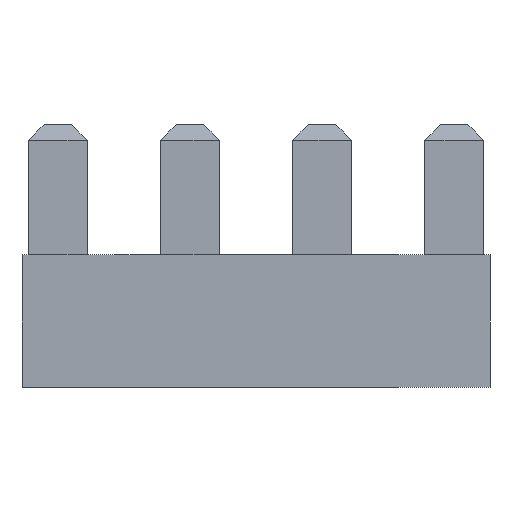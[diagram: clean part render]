
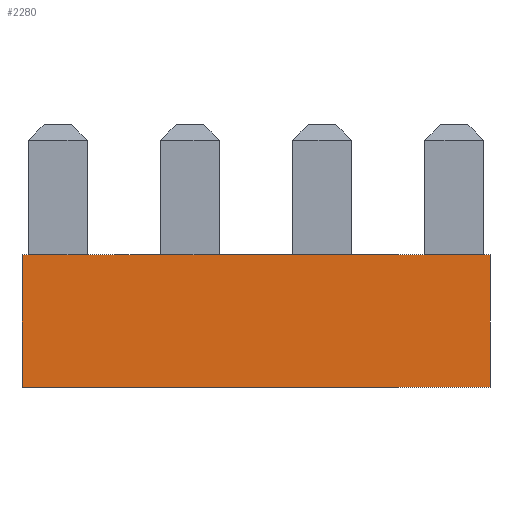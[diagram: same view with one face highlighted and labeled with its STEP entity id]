
A CAD part, left-side view. The second image highlights one B-rep face of the part: STEP entity #2280.
In plain terms, the highlighted planar face has unit normal (-1, 0, 0).
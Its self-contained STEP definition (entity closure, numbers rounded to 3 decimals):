
#396 = LINE ( 'NONE', #398, #2457 ) ;
#398 = CARTESIAN_POINT ( 'NONE',  ( -4.5, -4.5, 2.55 ) ) ;
#399 = DIRECTION ( 'NONE',  ( 0., 0., -1. ) ) ;
#414 = LINE ( 'NONE', #416, #2463 ) ;
#416 = CARTESIAN_POINT ( 'NONE',  ( -4.5, 4.5, 0. ) ) ;
#417 = DIRECTION ( 'NONE',  ( 0., -1., 0. ) ) ;
#420 = LINE ( 'NONE', #421, #2465 ) ;
#421 = CARTESIAN_POINT ( 'NONE',  ( -4.5, 4.5, 2.55 ) ) ;
#422 = DIRECTION ( 'NONE',  ( 0., 0., -1. ) ) ;
#571 = LINE ( 'NONE', #572, #2518 ) ;
#572 = CARTESIAN_POINT ( 'NONE',  ( -4.5, 4.5, 2.55 ) ) ;
#573 = DIRECTION ( 'NONE',  ( 0., -1., 0. ) ) ;
#776 = CARTESIAN_POINT ( 'NONE',  ( -4.5, 4.5, 2.55 ) ) ;
#777 = DIRECTION ( 'NONE',  ( 0., 1., 0. ) ) ;
#778 = DIRECTION ( 'NONE',  ( 1., 0., 0. ) ) ;
#893 = EDGE_LOOP ( 'NONE', ( #1103, #1107, #1109, #1112 ) ) ;
#1103 = ORIENTED_EDGE ( 'NONE', *, *, #3110, .T. ) ;
#1107 = ORIENTED_EDGE ( 'NONE', *, *, #3104, .F. ) ;
#1109 = ORIENTED_EDGE ( 'NONE', *, *, #3163, .F. ) ;
#1112 = ORIENTED_EDGE ( 'NONE', *, *, #3112, .T. ) ;
#1303 = VERTEX_POINT ( 'NONE', #2031 ) ;
#1309 = VERTEX_POINT ( 'NONE', #2021 ) ;
#1337 = VERTEX_POINT ( 'NONE', #1982 ) ;
#1340 = VERTEX_POINT ( 'NONE', #1980 ) ;
#1444 = PLANE ( 'NONE',  #2174 ) ;
#1445 = FACE_OUTER_BOUND ( 'NONE', #893, .T. ) ;
#1980 = CARTESIAN_POINT ( 'NONE',  ( -4.5, -4.5, 0. ) ) ;
#1982 = CARTESIAN_POINT ( 'NONE',  ( -4.5, 4.5, 0. ) ) ;
#2021 = CARTESIAN_POINT ( 'NONE',  ( -4.5, 4.5, 2.55 ) ) ;
#2031 = CARTESIAN_POINT ( 'NONE',  ( -4.5, -4.5, 2.55 ) ) ;
#2174 = AXIS2_PLACEMENT_3D ( 'NONE', #776, #778, #777 ) ;
#2280 = ADVANCED_FACE ( 'NONE', ( #1445 ), #1444, .F. ) ;
#2457 = VECTOR ( 'NONE', #399, 1000. ) ;
#2463 = VECTOR ( 'NONE', #417, 1000. ) ;
#2465 = VECTOR ( 'NONE', #422, 1000. ) ;
#2518 = VECTOR ( 'NONE', #573, 1000. ) ;
#3104 = EDGE_CURVE ( 'NONE', #1303, #1340, #396, .T. ) ;
#3110 = EDGE_CURVE ( 'NONE', #1337, #1340, #414, .T. ) ;
#3112 = EDGE_CURVE ( 'NONE', #1309, #1337, #420, .T. ) ;
#3163 = EDGE_CURVE ( 'NONE', #1309, #1303, #571, .T. ) ;
